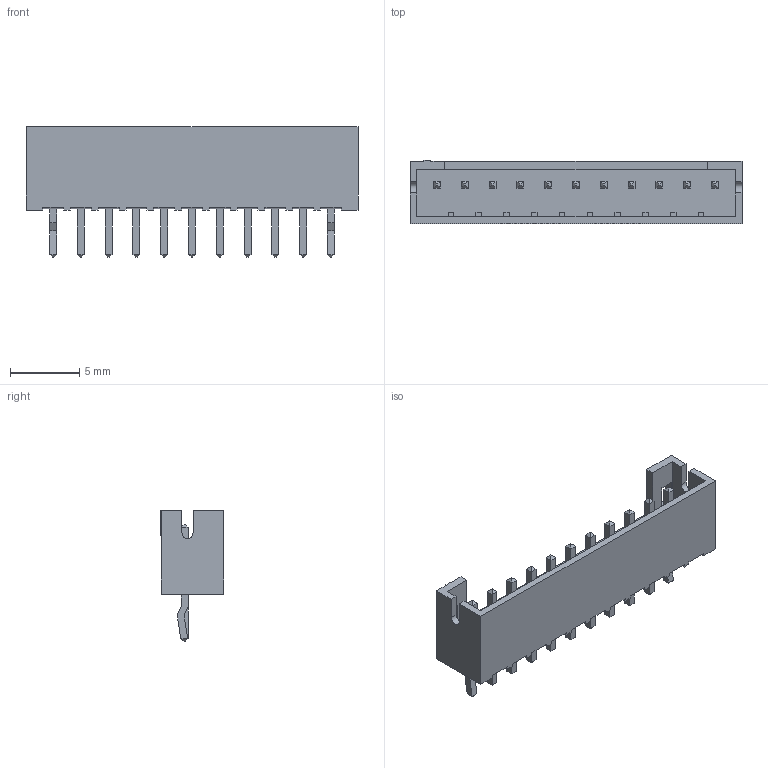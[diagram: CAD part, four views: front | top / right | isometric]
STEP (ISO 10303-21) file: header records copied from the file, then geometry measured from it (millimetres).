
FILE_DESCRIPTION(/* description */ ('model of JST_PH_B11B-PH-K_11x2.00mm_Straight.'),/* implementation_level */ FILE_NAME(/* name */ 'JST_PH_B11B-PH-K_11x2.00mm_Straight..stp',/* time_stamp */ '2017-07-06T00:04:43',/* author */ ('Rene Poeschl',''),/* organization */ (''),/* preprocessor_version */ '',/* originating_system */ '',/* authorisation */ '');
FILE_NAME(/* name */ 'JST_PH_B11B-PH-K_11x2.00mm_Straight..stp',/* time_stamp */ '2017-07-06T00:04:43',/* author */ ('Rene Poeschl',''),/* organization */ (''),/* preprocessor_version */ '',/* originating_system */ '',/* authorisation */ '');
FILE_SCHEMA(('AUTOMOTIVE_DESIGN_CC2 { 1 2 10303 214 -1 1 5 4 }'));
Length unit declared in the file: millimetre
Products named in the file (1): B11B_PH_K
Bounding box: 23.9 x 4.55 x 9.4 mm (x, y, z)
Volume: 280.2 mm3; surface area: 791 mm2
Topology: 1 solids, 1 shells, 345 faces, 886 edges, 564 vertices
Faces by surface type: plane 343, cylinder 2
Entity records: 12580 total; most frequent: CARTESIAN_POINT 1796, ORIENTED_EDGE 1772, DIRECTION 1582, EDGE_CURVE 886, LINE 882, VECTOR 882, VERTEX_POINT 564, FACE_BOUND 370
